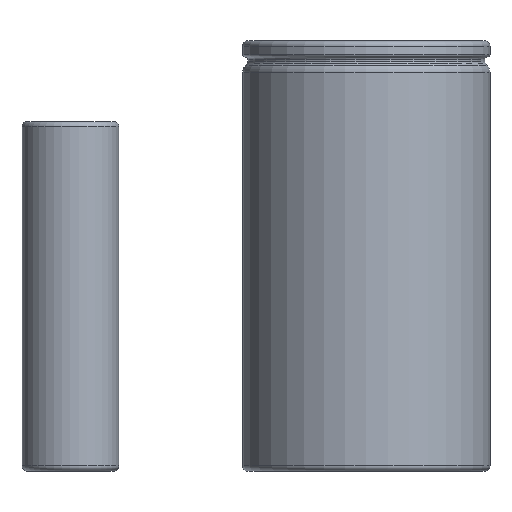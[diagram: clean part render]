
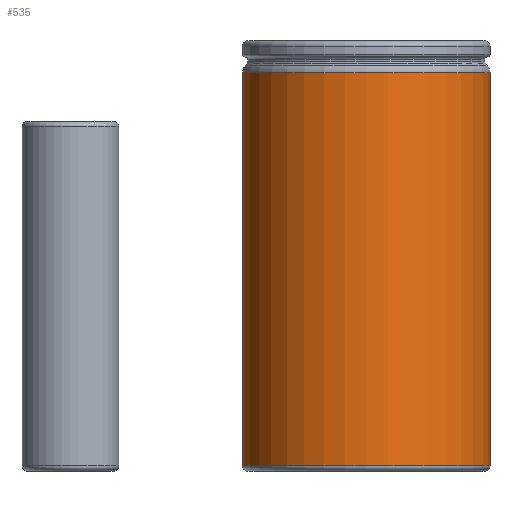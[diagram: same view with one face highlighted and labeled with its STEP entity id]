
A CAD part, front view. The second image highlights one B-rep face of the part: STEP entity #535.
In plain terms, the highlighted cylindrical face has radius 23 mm (diameter 46 mm), a full revolution.
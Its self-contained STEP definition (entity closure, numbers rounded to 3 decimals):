
#25=CYLINDRICAL_SURFACE('',#618,23.);
#79=LINE('',#960,#92);
#92=VECTOR('',#752,23.);
#114=FACE_OUTER_BOUND('',#156,.T.);
#156=EDGE_LOOP('',(#401,#402,#403,#404,#405));
#208=CIRCLE('',#612,23.);
#211=CIRCLE('',#615,23.);
#213=CIRCLE('',#619,23.);
#264=VERTEX_POINT('',#947);
#265=VERTEX_POINT('',#948);
#268=VERTEX_POINT('',#959);
#312=EDGE_CURVE('',#264,#265,#208,.T.);
#315=EDGE_CURVE('',#265,#264,#211,.T.);
#318=EDGE_CURVE('',#264,#268,#79,.T.);
#319=EDGE_CURVE('',#268,#268,#213,.T.);
#401=ORIENTED_EDGE('',*,*,#312,.F.);
#402=ORIENTED_EDGE('',*,*,#318,.T.);
#403=ORIENTED_EDGE('',*,*,#319,.F.);
#404=ORIENTED_EDGE('',*,*,#318,.F.);
#405=ORIENTED_EDGE('',*,*,#315,.F.);
#535=ADVANCED_FACE('',(#114),#25,.T.);
#612=AXIS2_PLACEMENT_3D('',#949,#737,#738);
#615=AXIS2_PLACEMENT_3D('',#953,#743,#744);
#618=AXIS2_PLACEMENT_3D('',#958,#750,#751);
#619=AXIS2_PLACEMENT_3D('',#961,#753,#754);
#737=DIRECTION('center_axis',(0.,0.,1.));
#738=DIRECTION('ref_axis',(1.,0.,0.));
#743=DIRECTION('center_axis',(0.,0.,1.));
#744=DIRECTION('ref_axis',(1.,0.,0.));
#750=DIRECTION('center_axis',(0.,0.,1.));
#751=DIRECTION('ref_axis',(1.,0.,0.));
#752=DIRECTION('',(0.,0.,-1.));
#753=DIRECTION('center_axis',(0.,0.,-1.));
#754=DIRECTION('ref_axis',(1.,0.,0.));
#947=CARTESIAN_POINT('',(-23.,0.,74.08));
#948=CARTESIAN_POINT('',(23.,0.,74.08));
#949=CARTESIAN_POINT('Origin',(0.,0.,74.08));
#953=CARTESIAN_POINT('Origin',(0.,0.,74.08));
#958=CARTESIAN_POINT('Origin',(0.,0.,0.));
#959=CARTESIAN_POINT('',(-23.,0.,1.));
#960=CARTESIAN_POINT('',(-23.,0.,0.));
#961=CARTESIAN_POINT('Origin',(0.,0.,1.));
